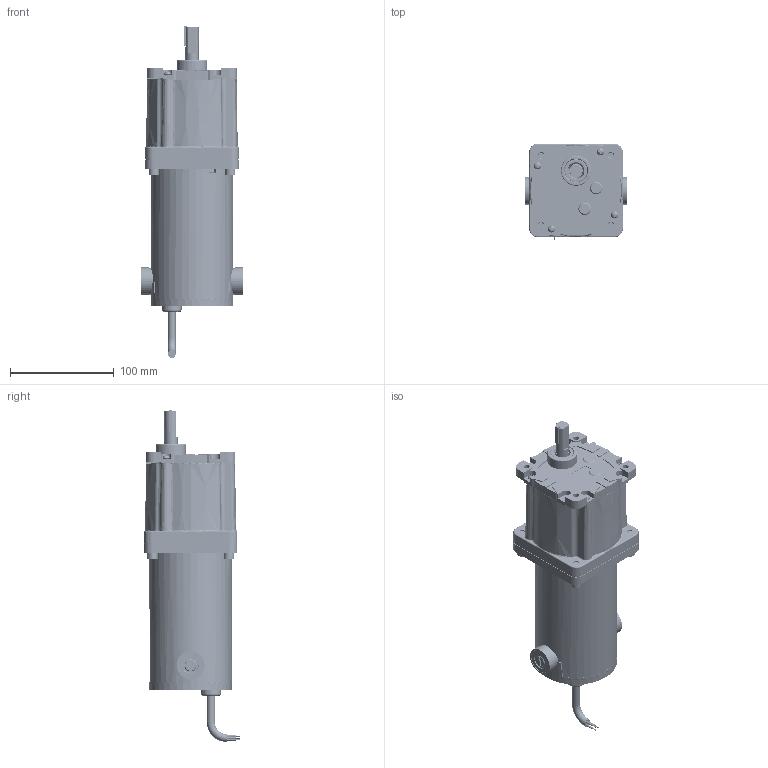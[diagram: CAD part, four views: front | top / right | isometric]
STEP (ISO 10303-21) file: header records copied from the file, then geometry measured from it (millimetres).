
FILE_DESCRIPTION (( 'STEP AP214' ), '1' );
FILE_NAME ('PSGP20BZB-GPP12501.STEP', '2022-03-07T18:09:19', ( '' ), ( '' ), 'SwSTEP 2.0', 'SolidWorks 2022', '' );
FILE_SCHEMA (( 'AUTOMOTIVE_DESIGN' ));
Length unit declared in the file: millimetre
Products named in the file (27): 23-6905_Armature Shaft 1101; 3-0129; 12-0116_Brush Tube Cap; 500 Series Key; PSGP20BZB-GPP12501; 22-1101_End Insulator; 96-2000_96-2000BN; 7-0160_Brush Tube; 15-0309_Socket Head Cap Screw M6; 1-2000D_Non-drive End Housing - Machined; 40-6880_Parallel Gearmotors; 15-0302_15-0302; 14-0108; 3-0131; 32-0222; 15-0299_Bolt 10-24; 6905_Model 2000B Motor; 21-1100_2 INCH; 38-0114; 46-0106; 53-6926; 71-0510_BZ TYPE PSSH REPLACEMENT; 20-6905_Armature 1101; Part1^6905; 61-0114; 29-0197; 2-6905_Gearbox Flange Adapter
Assembly tree (34 placements, depth 4):
  PSGP20BZB-GPP12501
    6905_Model 2000B Motor
      40-6880_Parallel Gearmotors
        96-2000_96-2000BN
        38-0114  x2
      1-2000D_Non-drive End Housing - Machined
      32-0222
      3-0129
      3-0131
      20-6905_Armature 1101
        23-6905_Armature Shaft 1101
        29-0197
        22-1101_End Insulator  x2
        21-1100_2 INCH
      2-6905_Gearbox Flange Adapter
      46-0106
      7-0160_Brush Tube  x2
      12-0116_Brush Tube Cap  x2
      15-0299_Bolt 10-24  x2
      53-6926
      14-0108  x2
      61-0114
      15-0302_15-0302
    71-0510_BZ TYPE PSSH REPLACEMENT
    15-0309_Socket Head Cap Screw M6  x4
    500 Series Key
  Part1^6905
Bounding box: 98.42 x 92.66 x 319.95 mm (x, y, z)
Volume: 731136.6 mm3; surface area: 304230.7 mm2
Topology: 63 solids, 63 shells, 3603 faces, 9610 edges, 6106 vertices
Faces by surface type: cylinder 1380, plane 1186, cone 385, bspline 349, torus 241, sphere 62
Entity records: 138722 total; most frequent: CARTESIAN_POINT 64092, ORIENTED_EDGE 15408, DIRECTION 13734, EDGE_CURVE 7704, AXIS2_PLACEMENT_3D 5292, VERTEX_POINT 4928, VECTOR 3150, LINE 3150
